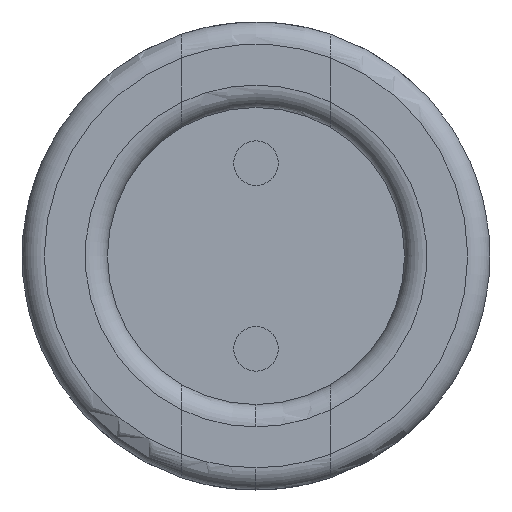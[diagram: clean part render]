
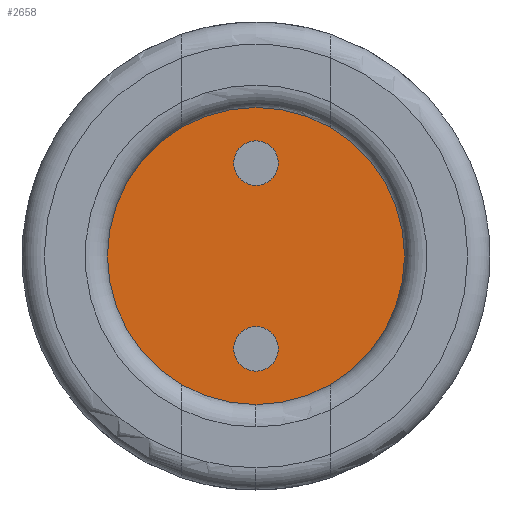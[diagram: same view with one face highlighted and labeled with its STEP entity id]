
A CAD part, left-side view. The second image highlights one B-rep face of the part: STEP entity #2658.
In plain terms, the highlighted planar face has unit normal (-1, 0, 0).
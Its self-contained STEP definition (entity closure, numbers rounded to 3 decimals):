
#41 = AXIS2_PLACEMENT_3D ( 'NONE', #1831, #3757, #1395 ) ;
#53 = CIRCLE ( 'NONE', #1433, 2. ) ;
#57 = AXIS2_PLACEMENT_3D ( 'NONE', #6054, #1735, #841 ) ;
#139 = CARTESIAN_POINT ( 'NONE',  ( 0.3, 1., 1.732 ) ) ;
#229 = CIRCLE ( 'NONE', #41, 0.3 ) ;
#242 = CARTESIAN_POINT ( 'NONE',  ( 0.3, 0., 0. ) ) ;
#352 = EDGE_LOOP ( 'NONE', ( #5073, #4666, #1687, #2837, #2928 ) ) ;
#382 = DIRECTION ( 'NONE',  ( 0., 0., 1. ) ) ;
#517 = EDGE_LOOP ( 'NONE', ( #623, #1387 ) ) ;
#520 = EDGE_CURVE ( 'NONE', #1543, #6156, #5285, .T. ) ;
#529 = AXIS2_PLACEMENT_3D ( 'NONE', #1780, #3068, #753 ) ;
#623 = ORIENTED_EDGE ( 'NONE', *, *, #5247, .F. ) ;
#670 = DIRECTION ( 'NONE',  ( -1., 0., 0. ) ) ;
#753 = DIRECTION ( 'NONE',  ( 0., 0., -1. ) ) ;
#786 = CARTESIAN_POINT ( 'NONE',  ( 0.3, 0., 0. ) ) ;
#801 = AXIS2_PLACEMENT_3D ( 'NONE', #4671, #4206, #382 ) ;
#841 = DIRECTION ( 'NONE',  ( 0., 0., 1. ) ) ;
#921 = DIRECTION ( 'NONE',  ( -1., 0., 0. ) ) ;
#983 = AXIS2_PLACEMENT_3D ( 'NONE', #786, #921, #3162 ) ;
#998 = VERTEX_POINT ( 'NONE', #4515 ) ;
#1104 = EDGE_CURVE ( 'NONE', #3971, #1916, #5894, .T. ) ;
#1290 = FACE_BOUND ( 'NONE', #517, .T. ) ;
#1325 = PLANE ( 'NONE',  #57 ) ;
#1377 = DIRECTION ( 'NONE',  ( 0., 0., 1. ) ) ;
#1387 = ORIENTED_EDGE ( 'NONE', *, *, #3177, .F. ) ;
#1395 = DIRECTION ( 'NONE',  ( 0., 0., -1. ) ) ;
#1433 = AXIS2_PLACEMENT_3D ( 'NONE', #2676, #4611, #4185 ) ;
#1543 = VERTEX_POINT ( 'NONE', #139 ) ;
#1579 = VERTEX_POINT ( 'NONE', #2790 ) ;
#1633 = CIRCLE ( 'NONE', #3952, 2. ) ;
#1649 = CARTESIAN_POINT ( 'NONE',  ( 0.3, 0., 0. ) ) ;
#1687 = ORIENTED_EDGE ( 'NONE', *, *, #4698, .T. ) ;
#1735 = DIRECTION ( 'NONE',  ( -1., 0., 0. ) ) ;
#1780 = CARTESIAN_POINT ( 'NONE',  ( 0.3, 0., 1.25 ) ) ;
#1823 = FACE_BOUND ( 'NONE', #5686, .T. ) ;
#1831 = CARTESIAN_POINT ( 'NONE',  ( 0.3, 0., 1.25 ) ) ;
#1916 = VERTEX_POINT ( 'NONE', #3229 ) ;
#1980 = VERTEX_POINT ( 'NONE', #3737 ) ;
#1994 = CARTESIAN_POINT ( 'NONE',  ( 0.3, 0., -1.25 ) ) ;
#2073 = EDGE_CURVE ( 'NONE', #1916, #3971, #2866, .T. ) ;
#2129 = ORIENTED_EDGE ( 'NONE', *, *, #1104, .F. ) ;
#2153 = EDGE_CURVE ( 'NONE', #4062, #998, #53, .T. ) ;
#2301 = CARTESIAN_POINT ( 'NONE',  ( 0.3, 0., 0. ) ) ;
#2658 = ADVANCED_FACE ( 'NONE', ( #1290, #1823, #3623 ), #1325, .T. ) ;
#2676 = CARTESIAN_POINT ( 'NONE',  ( 0.3, 0., 0. ) ) ;
#2790 = CARTESIAN_POINT ( 'NONE',  ( 0.3, 0., -2. ) ) ;
#2837 = ORIENTED_EDGE ( 'NONE', *, *, #2153, .T. ) ;
#2866 = CIRCLE ( 'NONE', #5777, 0.3 ) ;
#2928 = ORIENTED_EDGE ( 'NONE', *, *, #5880, .T. ) ;
#3068 = DIRECTION ( 'NONE',  ( -1., 0., 0. ) ) ;
#3102 = CIRCLE ( 'NONE', #5727, 2. ) ;
#3162 = DIRECTION ( 'NONE',  ( 0., 0., 1. ) ) ;
#3177 = EDGE_CURVE ( 'NONE', #4699, #1980, #4830, .T. ) ;
#3229 = CARTESIAN_POINT ( 'NONE',  ( 0.3, 0., -1.55 ) ) ;
#3259 = CARTESIAN_POINT ( 'NONE',  ( 0.3, 0., -0.95 ) ) ;
#3623 = FACE_OUTER_BOUND ( 'NONE', #352, .T. ) ;
#3737 = CARTESIAN_POINT ( 'NONE',  ( 0.3, 0., 0.95 ) ) ;
#3757 = DIRECTION ( 'NONE',  ( -1., 0., 0. ) ) ;
#3764 = CIRCLE ( 'NONE', #4066, 2. ) ;
#3832 = DIRECTION ( 'NONE',  ( -1., 0., 0. ) ) ;
#3952 = AXIS2_PLACEMENT_3D ( 'NONE', #242, #5398, #5930 ) ;
#3971 = VERTEX_POINT ( 'NONE', #3259 ) ;
#4062 = VERTEX_POINT ( 'NONE', #5208 ) ;
#4065 = CARTESIAN_POINT ( 'NONE',  ( 0.3, 0., 1.55 ) ) ;
#4066 = AXIS2_PLACEMENT_3D ( 'NONE', #1649, #3832, #4518 ) ;
#4099 = EDGE_CURVE ( 'NONE', #6156, #1579, #3102, .T. ) ;
#4185 = DIRECTION ( 'NONE',  ( 0., 0., 1. ) ) ;
#4206 = DIRECTION ( 'NONE',  ( -1., 0., 0. ) ) ;
#4251 = DIRECTION ( 'NONE',  ( -1., 0., 0. ) ) ;
#4373 = DIRECTION ( 'NONE',  ( 0., 0., 1. ) ) ;
#4515 = CARTESIAN_POINT ( 'NONE',  ( 0.3, -1., 1.732 ) ) ;
#4518 = DIRECTION ( 'NONE',  ( 0., 0., 1. ) ) ;
#4611 = DIRECTION ( 'NONE',  ( -1., 0., 0. ) ) ;
#4666 = ORIENTED_EDGE ( 'NONE', *, *, #4099, .T. ) ;
#4671 = CARTESIAN_POINT ( 'NONE',  ( 0.3, 0., -1.25 ) ) ;
#4698 = EDGE_CURVE ( 'NONE', #1579, #4062, #1633, .T. ) ;
#4699 = VERTEX_POINT ( 'NONE', #4065 ) ;
#4830 = CIRCLE ( 'NONE', #529, 0.3 ) ;
#5073 = ORIENTED_EDGE ( 'NONE', *, *, #520, .T. ) ;
#5208 = CARTESIAN_POINT ( 'NONE',  ( 0.3, -1., -1.732 ) ) ;
#5247 = EDGE_CURVE ( 'NONE', #1980, #4699, #229, .T. ) ;
#5285 = CIRCLE ( 'NONE', #983, 2. ) ;
#5398 = DIRECTION ( 'NONE',  ( -1., 0., 0. ) ) ;
#5686 = EDGE_LOOP ( 'NONE', ( #5869, #2129 ) ) ;
#5727 = AXIS2_PLACEMENT_3D ( 'NONE', #2301, #4251, #1377 ) ;
#5777 = AXIS2_PLACEMENT_3D ( 'NONE', #1994, #670, #4373 ) ;
#5869 = ORIENTED_EDGE ( 'NONE', *, *, #2073, .F. ) ;
#5880 = EDGE_CURVE ( 'NONE', #998, #1543, #3764, .T. ) ;
#5894 = CIRCLE ( 'NONE', #801, 0.3 ) ;
#5930 = DIRECTION ( 'NONE',  ( 0., 0., 1. ) ) ;
#6052 = CARTESIAN_POINT ( 'NONE',  ( 0.3, 1., -1.732 ) ) ;
#6054 = CARTESIAN_POINT ( 'NONE',  ( 0.3, 0., 0. ) ) ;
#6156 = VERTEX_POINT ( 'NONE', #6052 ) ;
